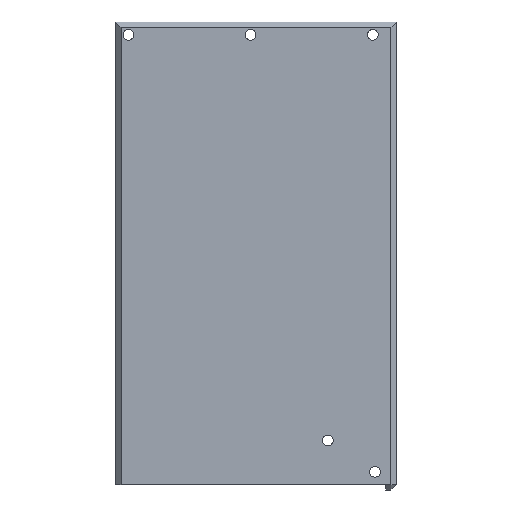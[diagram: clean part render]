
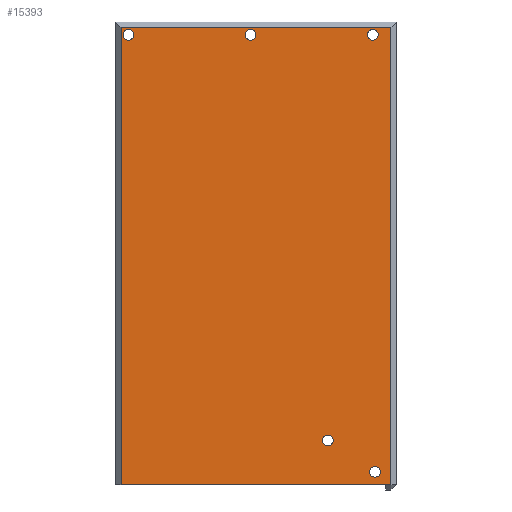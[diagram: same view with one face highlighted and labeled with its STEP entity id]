
A CAD part, front view. The second image highlights one B-rep face of the part: STEP entity #15393.
In plain terms, the highlighted planar face has unit normal (0, -1, 0).
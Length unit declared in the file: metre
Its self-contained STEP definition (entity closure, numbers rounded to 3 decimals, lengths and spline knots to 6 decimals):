
#557=CIRCLE('',#16344,0.002);
#573=CIRCLE('',#16369,0.002);
#574=CIRCLE('',#16370,0.002);
#575=CIRCLE('',#16371,0.002);
#576=CIRCLE('',#16372,0.002);
#981=LINE('',#21695,#2426);
#1010=LINE('',#21782,#2455);
#1011=LINE('',#21784,#2456);
#1012=LINE('',#21786,#2457);
#1013=LINE('',#21788,#2458);
#2426=VECTOR('',#17432,1.);
#2455=VECTOR('',#17505,1.);
#2456=VECTOR('',#17506,1.);
#2457=VECTOR('',#17507,1.);
#2458=VECTOR('',#17508,1.);
#4280=ORIENTED_EDGE('',*,*,#8994,.F.);
#4281=ORIENTED_EDGE('',*,*,#8996,.T.);
#4282=ORIENTED_EDGE('',*,*,#9039,.T.);
#4283=ORIENTED_EDGE('',*,*,#9040,.T.);
#4284=ORIENTED_EDGE('',*,*,#9041,.T.);
#4285=ORIENTED_EDGE('',*,*,#9042,.T.);
#4286=ORIENTED_EDGE('',*,*,#9043,.F.);
#4287=ORIENTED_EDGE('',*,*,#9044,.F.);
#4288=ORIENTED_EDGE('',*,*,#9045,.F.);
#4289=ORIENTED_EDGE('',*,*,#9046,.F.);
#8994=EDGE_CURVE('',#11381,#11381,#557,.T.);
#8996=EDGE_CURVE('',#11383,#11384,#981,.T.);
#9039=EDGE_CURVE('',#11384,#11419,#1010,.T.);
#9040=EDGE_CURVE('',#11419,#11420,#1011,.T.);
#9041=EDGE_CURVE('',#11420,#11421,#1012,.T.);
#9042=EDGE_CURVE('',#11421,#11383,#1013,.T.);
#9043=EDGE_CURVE('',#11422,#11422,#573,.T.);
#9044=EDGE_CURVE('',#11423,#11423,#574,.T.);
#9045=EDGE_CURVE('',#11424,#11424,#575,.T.);
#9046=EDGE_CURVE('',#11425,#11425,#576,.T.);
#11381=VERTEX_POINT('',#21691);
#11383=VERTEX_POINT('',#21696);
#11384=VERTEX_POINT('',#21697);
#11419=VERTEX_POINT('',#21783);
#11420=VERTEX_POINT('',#21785);
#11421=VERTEX_POINT('',#21787);
#11422=VERTEX_POINT('',#21790);
#11423=VERTEX_POINT('',#21792);
#11424=VERTEX_POINT('',#21794);
#11425=VERTEX_POINT('',#21796);
#13134=EDGE_LOOP('',(#4280));
#13135=EDGE_LOOP('',(#4281,#4282,#4283,#4284,#4285));
#13136=EDGE_LOOP('',(#4286));
#13137=EDGE_LOOP('',(#4287));
#13138=EDGE_LOOP('',(#4288));
#13139=EDGE_LOOP('',(#4289));
#14091=FACE_BOUND('',#13134,.T.);
#14092=FACE_BOUND('',#13135,.T.);
#14093=FACE_BOUND('',#13136,.T.);
#14094=FACE_BOUND('',#13137,.T.);
#14095=FACE_BOUND('',#13138,.T.);
#14096=FACE_BOUND('',#13139,.T.);
#14990=PLANE('',#16368);
#15393=ADVANCED_FACE('',(#14091,#14092,#14093,#14094,#14095,#14096),#14990,
 .F.);
#16344=AXIS2_PLACEMENT_3D('',#21690,#17426,#17427);
#16368=AXIS2_PLACEMENT_3D('',#21781,#17503,#17504);
#16369=AXIS2_PLACEMENT_3D('',#21789,#17509,#17510);
#16370=AXIS2_PLACEMENT_3D('',#21791,#17511,#17512);
#16371=AXIS2_PLACEMENT_3D('',#21793,#17513,#17514);
#16372=AXIS2_PLACEMENT_3D('',#21795,#17515,#17516);
#17426=DIRECTION('',(0.,-1.,0.));
#17427=DIRECTION('',(1.,0.,0.));
#17432=DIRECTION('',(1.,0.,0.));
#17503=DIRECTION('',(0.,1.,0.));
#17504=DIRECTION('',(1.,0.,0.));
#17505=DIRECTION('',(1.,0.,0.));
#17506=DIRECTION('',(0.,0.,1.));
#17507=DIRECTION('',(-1.,0.,0.));
#17508=DIRECTION('',(0.,0.,-1.));
#17509=DIRECTION('',(0.,-1.,0.));
#17510=DIRECTION('',(1.,0.,0.));
#17511=DIRECTION('',(0.,-1.,0.));
#17512=DIRECTION('',(1.,0.,0.));
#17513=DIRECTION('',(0.,-1.,0.));
#17514=DIRECTION('',(1.,0.,0.));
#17515=DIRECTION('',(0.,-1.,0.));
#17516=DIRECTION('',(1.,0.,0.));
#21690=CARTESIAN_POINT('',(0.0461,0.,-0.07965));
#21691=CARTESIAN_POINT('',(0.0481,0.,-0.07965));
#21695=CARTESIAN_POINT('',(0.,0.,-0.08435));
#21696=CARTESIAN_POINT('',(-0.048,0.,-0.08435));
#21697=CARTESIAN_POINT('',(0.05,0.,-0.08435));
#21781=CARTESIAN_POINT('',(0.,0.,0.00265));
#21782=CARTESIAN_POINT('',(0.054,0.,-0.08435));
#21783=CARTESIAN_POINT('',(0.052,0.,-0.08435));
#21784=CARTESIAN_POINT('',(0.052,0.,0.00265));
#21785=CARTESIAN_POINT('',(0.052,0.,0.085));
#21786=CARTESIAN_POINT('',(-0.05,0.,0.085));
#21787=CARTESIAN_POINT('',(-0.048,0.,0.085));
#21788=CARTESIAN_POINT('',(-0.048,0.,-0.08435));
#21789=CARTESIAN_POINT('',(0.0286,0.,-0.068));
#21790=CARTESIAN_POINT('',(0.0306,0.,-0.068));
#21791=CARTESIAN_POINT('',(0.04525,0.,0.08225));
#21792=CARTESIAN_POINT('',(0.04725,0.,0.08225));
#21793=CARTESIAN_POINT('',(0.,0.,0.08225));
#21794=CARTESIAN_POINT('',(0.002,0.,0.08225));
#21795=CARTESIAN_POINT('',(-0.04525,0.,0.08225));
#21796=CARTESIAN_POINT('',(-0.04325,0.,0.08225));
